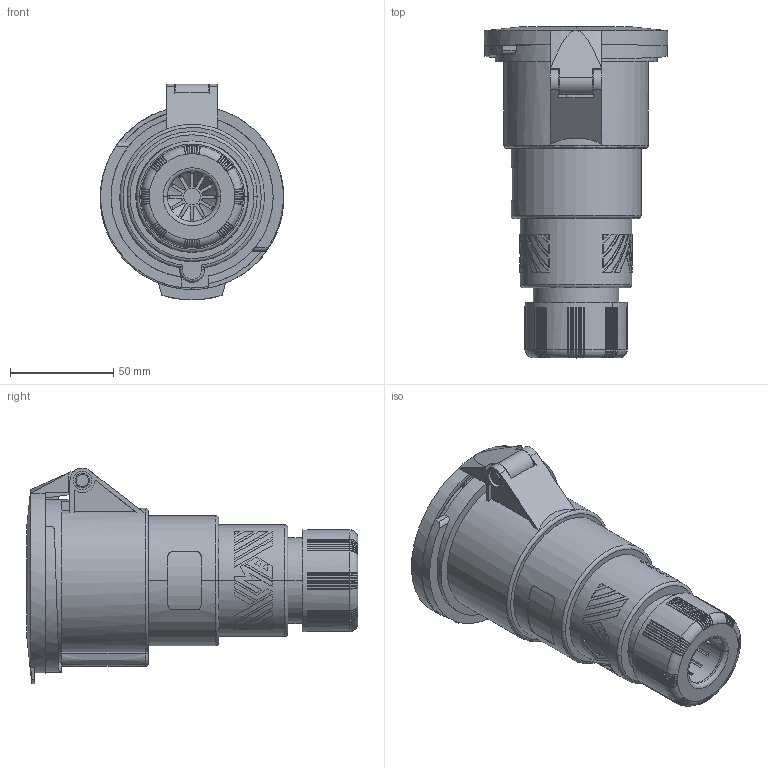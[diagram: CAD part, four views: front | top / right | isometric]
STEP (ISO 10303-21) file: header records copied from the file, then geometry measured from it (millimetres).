
FILE_DESCRIPTION(('Creo Elements/Direct Modeling STEP Export'),'2;1');
FILE_NAME('3g6gu5h5rlniggm10752','2023-07-11T15:10:04',(''),(''),'Creo Elements/Direct Modeling STEP processor for AP214 (Solid Model)','Creo Elements/Direct Modeling 20.1D 10-Oct-2020 (C) Parametric Technology GmbH','');
FILE_SCHEMA(('AUTOMOTIVE_DESIGN { 1 0 10303 214 1 1 1 1 }'));
Products named in the file (3): CUSTODIA_32x5; COPERCHIETTO_32x5; PE_3265_PV
Assembly tree (2 placements, depth 2):
  PE_3265_PV
    COPERCHIETTO_32x5
    CUSTODIA_32x5
Bounding box: 88.93 x 160.74 x 104.48 mm (x, y, z)
Volume: 379952.7 mm3; surface area: 107055.8 mm2
Topology: 2 solids, 2 shells, 1152 faces, 3140 edges, 1946 vertices
Faces by surface type: plane 677, cylinder 237, sphere 112, torus 73, cone 44, bspline 7, revolution 2
Entity records: 58860 total; most frequent: CARTESIAN_POINT 22339, ORIENTED_EDGE 6056, DIRECTION 5414, EDGE_CURVE 3028, AXIS2_PLACEMENT_3D 1947, VERTEX_POINT 1946, VECTOR 1519, LINE 1519
